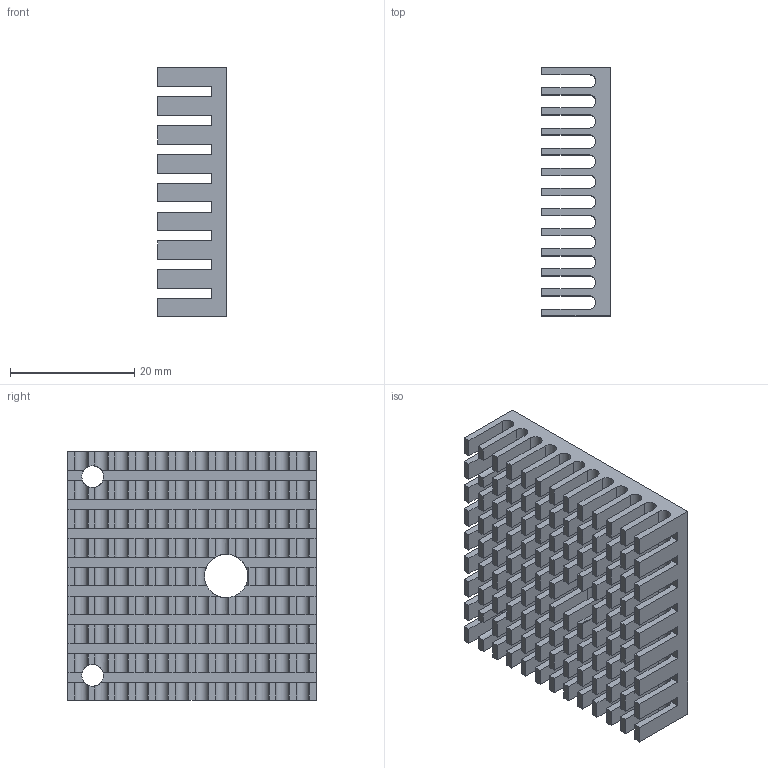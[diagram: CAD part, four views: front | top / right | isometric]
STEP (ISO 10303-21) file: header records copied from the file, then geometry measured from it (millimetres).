
FILE_DESCRIPTION(/* description */ ('DISIPADOR'),/* implementation_level */ '2;1');
FILE_NAME(/* name */ 'C04H020001-extruder-heat-sink.stp',/* time_stamp */ '2014-12-22T14:40:06+01:00',/* author */ ('MARCHA TECHNOLOGY'),/* organization */ ('MARCHA TECHNOLOGY'),/* preprocessor_version */ 'ST-DEVELOPER v15.6',/* originating_system */ 'Autodesk Inventor 2015',/* authorisation */ '');
FILE_SCHEMA (('CONFIG_CONTROL_DESIGN'));
Length unit declared in the file: millimetre
Products named in the file (1): C04H020001-extruder-heat-sink
Bounding box: 11 x 40 x 40 mm (x, y, z)
Volume: 6966.6 mm3; surface area: 11512.6 mm2
Topology: 1 solids, 1 shells, 661 faces, 1803 edges, 1141 vertices
Faces by surface type: plane 551, cylinder 110
Full cylindrical faces by diameter (mm): 3.5 x2, 7 x1
Entity records: 20712 total; most frequent: CARTESIAN_POINT 3734, ORIENTED_EDGE 3594, DIRECTION 3522, EDGE_CURVE 1797, LINE 1370, VECTOR 1370, VERTEX_POINT 1138, AXIS2_PLACEMENT_3D 1076
